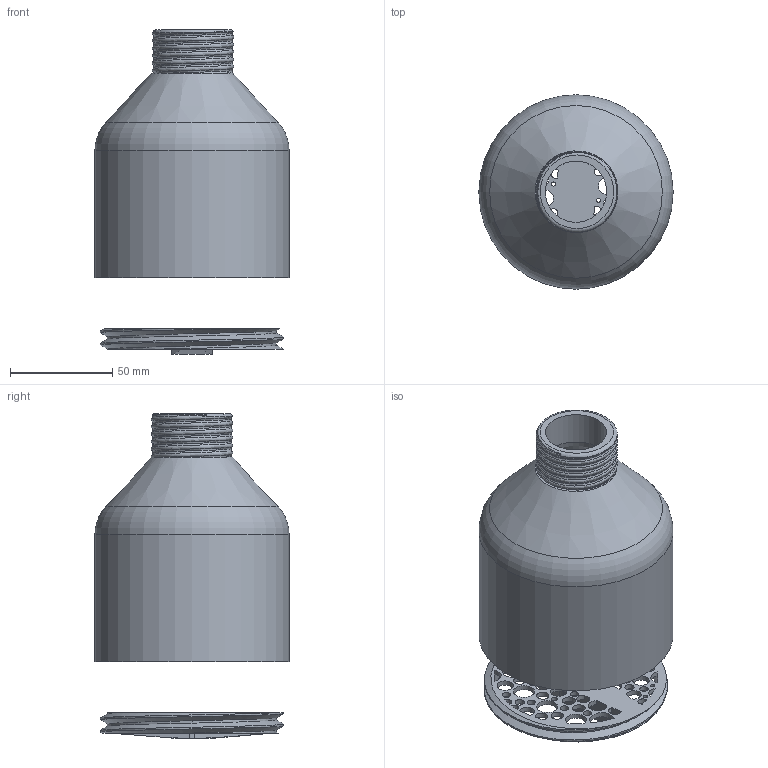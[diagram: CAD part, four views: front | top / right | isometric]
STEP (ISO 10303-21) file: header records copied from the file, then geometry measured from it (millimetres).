
FILE_DESCRIPTION(/* description */ (''),/* implementation_level */ '2;1');
FILE_NAME(/* name */ 'New DIY Canister (NATO mount) v3.step',/* time_stamp */ '2020-06-17T22:36:13+02:00',/* author */ (''),/* organization */ (''),/* preprocessor_version */ 'ST-DEVELOPER v18.1',/* originating_system */ 'Autodesk Translation Framework v9.3.0.1241',/* authorisation */ '');
FILE_SCHEMA (('AUTOMOTIVE_DESIGN { 1 0 10303 214 3 1 1 }'));
Length unit declared in the file: millimetre
Products named in the file (1): New DIY Canister (NATO mount)
Bounding box: 95 x 95 x 158.79 mm (x, y, z)
Volume: 119573 mm3; surface area: 88022.9 mm2
Topology: 2 solids, 2 shells, 139 faces, 474 edges, 312 vertices
Faces by surface type: cylinder 107, plane 15, bspline 8, cone 5, torus 4
Full cylindrical faces by diameter (mm): 2 x8, 2.828 x2, 4 x14, 4.472 x4, 6 x10, 6.325 x2, 7.211 x2, 8 x6, 10.198 x4, 16 x1, 30 x1, 80 x1, 82.736 x1, 83.905 x3, 89.62 x1, 90 x1, 90.621 x3, 95 x1
Entity records: 11979 total; most frequent: CARTESIAN_POINT 7434, ORIENTED_EDGE 948, DIRECTION 922, EDGE_CURVE 474, AXIS2_PLACEMENT_3D 377, VERTEX_POINT 312, EDGE_LOOP 278, CIRCLE 245
